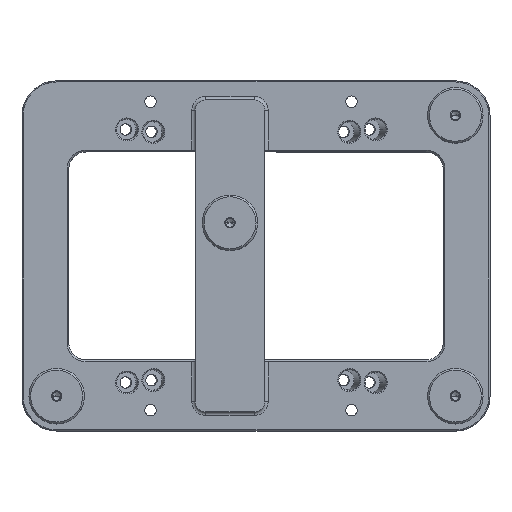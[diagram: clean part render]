
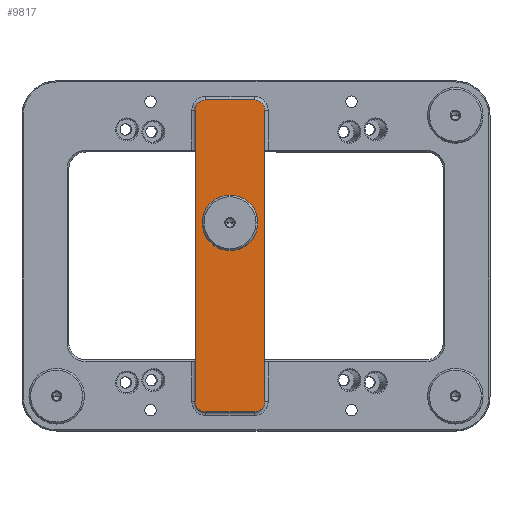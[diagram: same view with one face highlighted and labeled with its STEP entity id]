
A CAD part, top view. The second image highlights one B-rep face of the part: STEP entity #9817.
In plain terms, the highlighted planar face has unit normal (0, 0, 1).
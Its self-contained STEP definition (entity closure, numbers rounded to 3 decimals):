
#3164=CARTESIAN_POINT('',(67.,92.5,4.));
#3165=DIRECTION('',(0.,0.,1.));
#3166=DIRECTION('',(1.,0.,0.));
#3167=AXIS2_PLACEMENT_3D('',#3164,#3165,#3166);
#3169=DIRECTION('',(0.,1.,0.));
#3170=VECTOR('',#3169,84.);
#3171=CARTESIAN_POINT('',(70.,8.5,4.));
#3172=LINE('',#3171,#3170);
#3173=CARTESIAN_POINT('',(67.,8.5,4.));
#3174=DIRECTION('',(0.,0.,1.));
#3175=DIRECTION('',(0.,-1.,0.));
#3176=AXIS2_PLACEMENT_3D('',#3173,#3174,#3175);
#3178=DIRECTION('',(1.,0.,0.));
#3179=VECTOR('',#3178,14.);
#3180=CARTESIAN_POINT('',(53.,5.5,4.));
#3181=LINE('',#3180,#3179);
#3182=CARTESIAN_POINT('',(53.,8.5,4.));
#3183=DIRECTION('',(0.,0.,1.));
#3184=DIRECTION('',(-1.,0.,0.));
#3185=AXIS2_PLACEMENT_3D('',#3182,#3183,#3184);
#3187=DIRECTION('',(0.,-1.,0.));
#3188=VECTOR('',#3187,84.);
#3189=CARTESIAN_POINT('',(50.,92.5,4.));
#3190=LINE('',#3189,#3188);
#3191=CARTESIAN_POINT('',(53.,92.5,4.));
#3192=DIRECTION('',(0.,0.,1.));
#3193=DIRECTION('',(0.,1.,0.));
#3194=AXIS2_PLACEMENT_3D('',#3191,#3192,#3193);
#3196=DIRECTION('',(-1.,0.,0.));
#3197=VECTOR('',#3196,14.);
#3198=CARTESIAN_POINT('',(67.,95.5,4.));
#3199=LINE('',#3198,#3197);
#3200=CARTESIAN_POINT('',(60.,60.,4.));
#3201=DIRECTION('',(0.,0.,1.));
#3202=DIRECTION('',(0.,1.,0.));
#3203=AXIS2_PLACEMENT_3D('',#3200,#3201,#3202);
#3205=CARTESIAN_POINT('',(60.,60.,4.));
#3206=DIRECTION('',(0.,0.,1.));
#3207=DIRECTION('',(0.,-1.,0.));
#3208=AXIS2_PLACEMENT_3D('',#3205,#3206,#3207);
#3970=CARTESIAN_POINT('',(70.,92.5,4.));
#3971=CARTESIAN_POINT('',(67.,95.5,4.));
#3972=VERTEX_POINT('',#3970);
#3973=VERTEX_POINT('',#3971);
#3974=CARTESIAN_POINT('',(53.,95.5,4.));
#3975=CARTESIAN_POINT('',(50.,92.5,4.));
#3976=VERTEX_POINT('',#3974);
#3977=VERTEX_POINT('',#3975);
#3978=CARTESIAN_POINT('',(50.,8.5,4.));
#3979=CARTESIAN_POINT('',(53.,5.5,4.));
#3980=VERTEX_POINT('',#3978);
#3981=VERTEX_POINT('',#3979);
#3982=CARTESIAN_POINT('',(67.,5.5,4.));
#3983=CARTESIAN_POINT('',(70.,8.5,4.));
#3984=VERTEX_POINT('',#3982);
#3985=VERTEX_POINT('',#3983);
#4018=CARTESIAN_POINT('',(60.,68.,4.));
#4019=CARTESIAN_POINT('',(60.,52.,4.));
#4020=VERTEX_POINT('',#4018);
#4021=VERTEX_POINT('',#4019);
#9790=CARTESIAN_POINT('',(0.,0.,4.));
#9791=DIRECTION('',(0.,0.,1.));
#9792=DIRECTION('',(0.,-1.,0.));
#9793=AXIS2_PLACEMENT_3D('',#9790,#9791,#9792);
#9794=PLANE('',#9793);
#9796=ORIENTED_EDGE('',*,*,#9795,.F.);
#9798=ORIENTED_EDGE('',*,*,#9797,.F.);
#9800=ORIENTED_EDGE('',*,*,#9799,.F.);
#9802=ORIENTED_EDGE('',*,*,#9801,.F.);
#9803=ORIENTED_EDGE('',*,*,#9783,.F.);
#9804=ORIENTED_EDGE('',*,*,#9512,.F.);
#9806=ORIENTED_EDGE('',*,*,#9805,.F.);
#9808=ORIENTED_EDGE('',*,*,#9807,.F.);
#9809=EDGE_LOOP('',(#9796,#9798,#9800,#9802,#9803,#9804,#9806,#9808));
#9810=FACE_OUTER_BOUND('',#9809,.F.);
#9812=ORIENTED_EDGE('',*,*,#9811,.T.);
#9814=ORIENTED_EDGE('',*,*,#9813,.T.);
#9815=EDGE_LOOP('',(#9812,#9814));
#9816=FACE_BOUND('',#9815,.F.);
#9817=ADVANCED_FACE('',(#9810,#9816),#9794,.T.);
#3168=CIRCLE('',#3167,3.);
#3177=CIRCLE('',#3176,3.);
#3186=CIRCLE('',#3185,3.);
#3195=CIRCLE('',#3194,3.);
#3204=CIRCLE('',#3203,8.);
#3209=CIRCLE('',#3208,8.);
#9512=EDGE_CURVE('',#3977,#3980,#3190,.T.);
#9783=EDGE_CURVE('',#3980,#3981,#3186,.T.);
#9795=EDGE_CURVE('',#3972,#3973,#3168,.T.);
#9797=EDGE_CURVE('',#3985,#3972,#3172,.T.);
#9799=EDGE_CURVE('',#3984,#3985,#3177,.T.);
#9801=EDGE_CURVE('',#3981,#3984,#3181,.T.);
#9805=EDGE_CURVE('',#3976,#3977,#3195,.T.);
#9807=EDGE_CURVE('',#3973,#3976,#3199,.T.);
#9811=EDGE_CURVE('',#4020,#4021,#3204,.T.);
#9813=EDGE_CURVE('',#4021,#4020,#3209,.T.);
